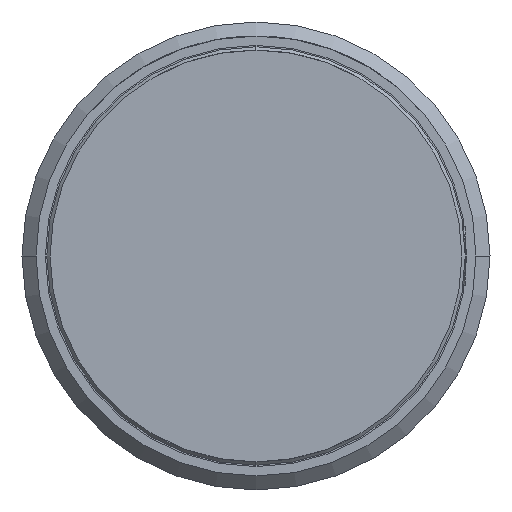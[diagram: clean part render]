
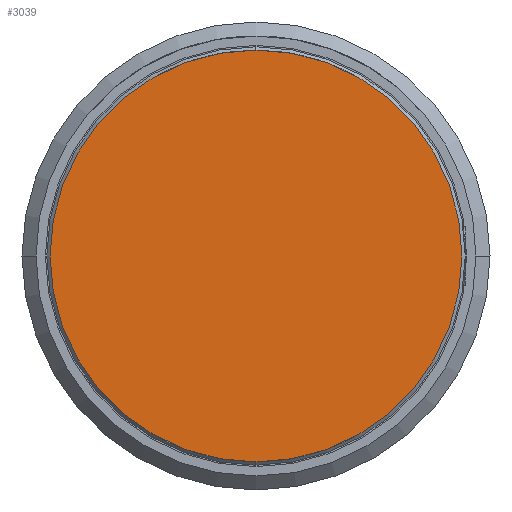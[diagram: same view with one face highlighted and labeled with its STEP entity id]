
A CAD part, front view. The second image highlights one B-rep face of the part: STEP entity #3039.
In plain terms, the highlighted planar face has unit normal (0, -1, 0).
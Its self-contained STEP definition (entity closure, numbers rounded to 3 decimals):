
#187 = DIRECTION ( 'NONE',  ( -1., 0., 0. ) ) ;
#727 = CARTESIAN_POINT ( 'NONE',  ( -2.2, 0., 0. ) ) ;
#838 = CIRCLE ( 'NONE', #3066, 2.2 ) ;
#840 = DIRECTION ( 'NONE',  ( 1., 0., 0. ) ) ;
#1223 = ORIENTED_EDGE ( 'NONE', *, *, #1996, .T. ) ;
#1450 = VERTEX_POINT ( 'NONE', #1684 ) ;
#1452 = EDGE_LOOP ( 'NONE', ( #1631, #1223 ) ) ;
#1507 = CARTESIAN_POINT ( 'NONE',  ( 0., 0., -1.9 ) ) ;
#1631 = ORIENTED_EDGE ( 'NONE', *, *, #2815, .T. ) ;
#1684 = CARTESIAN_POINT ( 'NONE',  ( 2.2, 0., 0. ) ) ;
#1996 = EDGE_CURVE ( 'Defeature ausgef�hrt1_7+Defeature ausgef�hrt1_14+Defeature ausgef�hrt1_14+Defeature ausgef�hrt1_14', #1450, #4092, #3668, .T. ) ;
#2083 = PLANE ( 'NONE',  #3847 ) ;
#2166 = AXIS2_PLACEMENT_3D ( 'NONE', #2367, #3319, #187 ) ;
#2367 = CARTESIAN_POINT ( 'NONE',  ( 0., 0., 0. ) ) ;
#2613 = FACE_OUTER_BOUND ( 'NONE', #1452, .T. ) ;
#2733 = DIRECTION ( 'NONE',  ( 0., 1., 0. ) ) ;
#2815 = EDGE_CURVE ( 'Defeature ausgef�hrt1_7+Defeature ausgef�hrt1_14+Defeature ausgef�hrt1_14+Defeature ausgef�hrt1_14', #4092, #1450, #838, .T. ) ;
#2902 = CARTESIAN_POINT ( 'NONE',  ( 0., 0., 0. ) ) ;
#3039 = ADVANCED_FACE ( 'Defeature ausgef�hrt1_7', ( #2613 ), #2083, .F. ) ;
#3066 = AXIS2_PLACEMENT_3D ( 'NONE', #2902, #3249, #3598 ) ;
#3249 = DIRECTION ( 'NONE',  ( 0., -1., 0. ) ) ;
#3319 = DIRECTION ( 'NONE',  ( 0., -1., 0. ) ) ;
#3598 = DIRECTION ( 'NONE',  ( -1., 0., 0. ) ) ;
#3668 = CIRCLE ( 'NONE', #2166, 2.2 ) ;
#3847 = AXIS2_PLACEMENT_3D ( 'NONE', #1507, #2733, #840 ) ;
#4092 = VERTEX_POINT ( 'NONE', #727 ) ;
